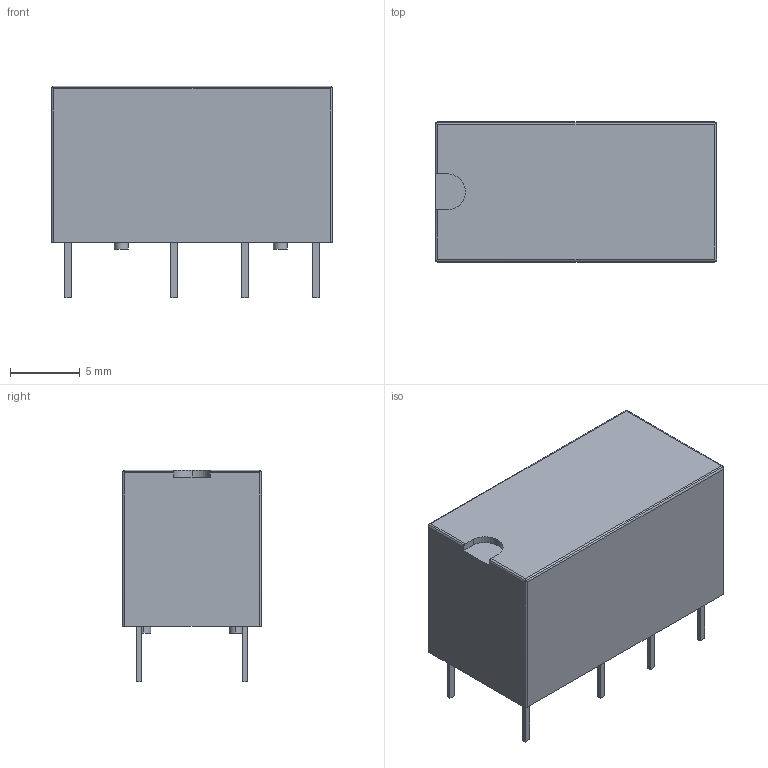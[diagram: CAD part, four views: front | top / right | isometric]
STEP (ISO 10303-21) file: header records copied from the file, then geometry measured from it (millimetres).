
FILE_DESCRIPTION((''),'2;1');
FILE_NAME('REL_TYCO-AXICOM_MT2.stp','2009-03-03T12:42:19',(''),(''),'Mechanical Desktop 2006','Mechanical Desktop 2006',', , ');
FILE_SCHEMA(('AUTOMOTIVE_DESIGN { 1 2 10303 214 0 1 1 1 }'));
Length unit declared in the file: millimetre
Products named in the file (1): Product
Bounding box: 20.25 x 10.05 x 15.2 mm (x, y, z)
Volume: 2282.4 mm3; surface area: 1144.7 mm2
Topology: 13 solids, 13 shells, 93 faces, 189 edges, 122 vertices
Faces by surface type: plane 65, cylinder 28
Entity records: 2451 total; most frequent: DIRECTION 421, CARTESIAN_POINT 405, ORIENTED_EDGE 378, EDGE_CURVE 189, VECTOR 145, LINE 145, AXIS2_PLACEMENT_3D 138, VERTEX_POINT 122
